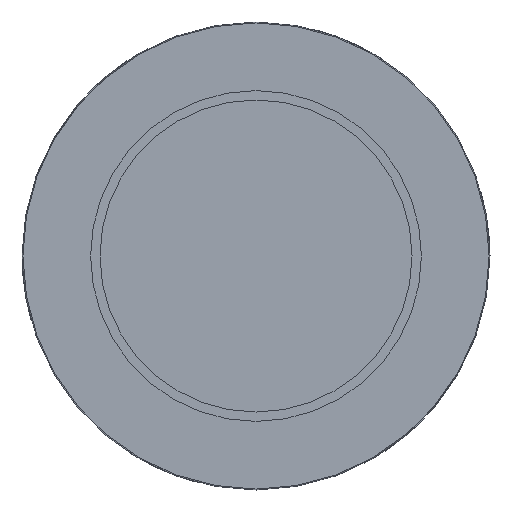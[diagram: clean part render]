
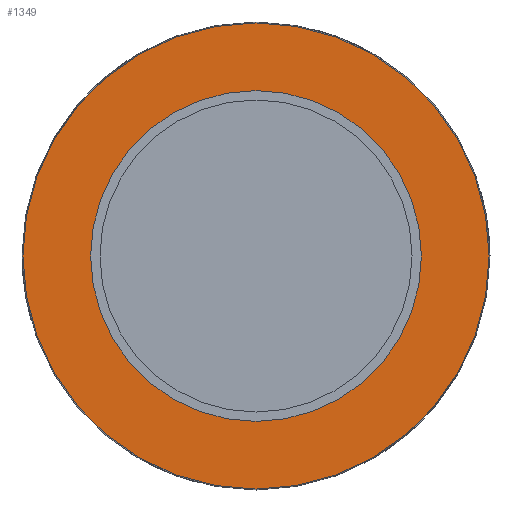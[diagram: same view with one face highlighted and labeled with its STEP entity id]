
A CAD part, front view. The second image highlights one B-rep face of the part: STEP entity #1349.
In plain terms, the highlighted planar face has unit normal (0, -1, 0).
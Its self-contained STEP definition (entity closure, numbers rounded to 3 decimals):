
#998=CARTESIAN_POINT('',(-37.35,-50.0,0.0));
#999=VERTEX_POINT('',#998);
#1000=CARTESIAN_POINT('',(0.0,-50.0,0.0));
#1001=DIRECTION('',(0.0,1.0,0.0));
#1002=DIRECTION('',(-1.0,0.0,0.0));
#1003=AXIS2_PLACEMENT_3D('',#1000,#1001,#1002);
#1004=CIRCLE('',#1003,37.35);
#1005=EDGE_CURVE('',#999,#999,#1004,.T.);
#1323=CARTESIAN_POINT('',(-26.5,-50.,0.0));
#1324=VERTEX_POINT('',#1323);
#1325=CARTESIAN_POINT('',(0.0,-50.,0.0));
#1326=DIRECTION('',(0.0,1.0,0.0));
#1327=DIRECTION('',(-1.0,0.0,0.0));
#1328=AXIS2_PLACEMENT_3D('',#1325,#1326,#1327);
#1329=CIRCLE('',#1328,26.5);
#1330=EDGE_CURVE('',#1324,#1324,#1329,.T.);
#1338=CARTESIAN_POINT('',(-31.925,-50.,0.0));
#1339=DIRECTION('',(0.0,-1.0,0.0));
#1340=DIRECTION('',(0.0,0.0,-1.0));
#1341=AXIS2_PLACEMENT_3D('',#1338,#1339,#1340);
#1342=PLANE('',#1341);
#1343=ORIENTED_EDGE('',*,*,#1005,.F.);
#1344=EDGE_LOOP('',(#1343));
#1345=FACE_OUTER_BOUND('',#1344,.T.);
#1346=ORIENTED_EDGE('',*,*,#1330,.T.);
#1347=EDGE_LOOP('',(#1346));
#1348=FACE_BOUND('',#1347,.T.);
#1349=ADVANCED_FACE('',(#1345,#1348),#1342,.T.);
